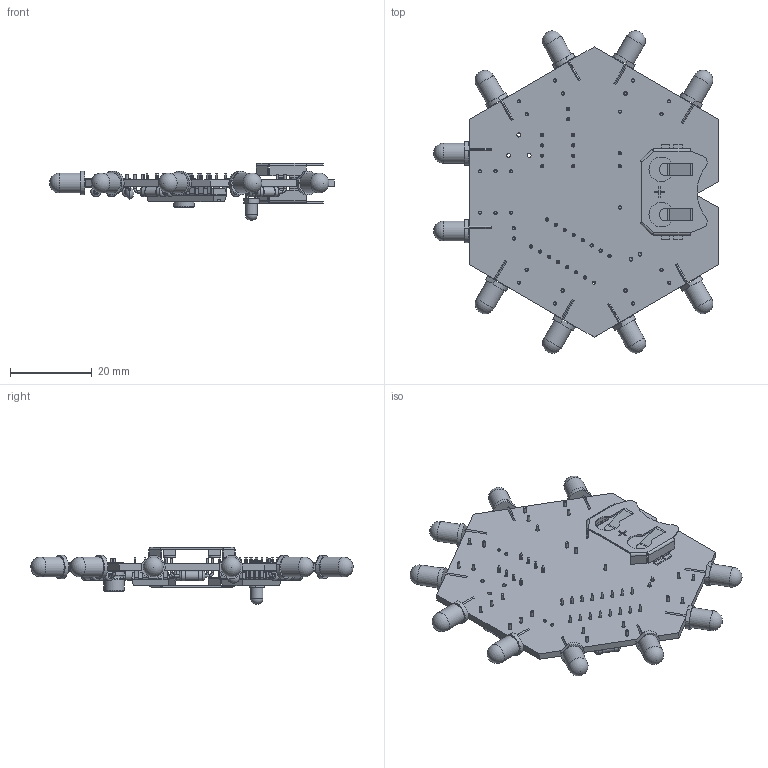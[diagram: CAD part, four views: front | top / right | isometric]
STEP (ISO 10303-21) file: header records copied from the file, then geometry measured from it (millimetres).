
FILE_DESCRIPTION(('KiCad electronic assembly'),'2;1');
FILE_NAME('Toolbox.step','2024-02-11T10:30:27',('Pcbnew'),('Kicad'), 'Open CASCADE STEP processor 7.7','KiCad to STEP converter','Unknown' );
FILE_SCHEMA(('AUTOMOTIVE_DESIGN { 1 0 10303 214 1 1 1 1 }'));
Length unit declared in the file: millimetre
Products named in the file (20): Toolbox 1; LED_D5.0mm; SOLID; BatteryHolder_Keystone_3034_1x20mm; CP_Radial_D5.0mm_P2.50mm; R_Axial_DIN0207_L6.3mm_D2.5mm_P10.16mm_Horizontal; LED_1206_3216Metric; DIP-16_W7.62mm; DIP-8_W7.62mm; LED_D3.0mm; C_Disc_D3.0mm_W2.0mm_P2.50mm; Toolbox PCB
Assembly tree (41 placements, depth 3):
  Toolbox 1
    LED_D5.0mm  x10
      SOLID
    BatteryHolder_Keystone_3034_1x20mm  x2
      SOLID
    CP_Radial_D5.0mm_P2.50mm
      SOLID
    R_Axial_DIN0207_L6.3mm_D2.5mm_P10.16mm_Horizontal  x13
      SOLID
    LED_1206_3216Metric
      SOLID
    DIP-16_W7.62mm
      SOLID
    DIP-8_W7.62mm
      SOLID
    LED_D3.0mm
      SOLID
    C_Disc_D3.0mm_W2.0mm_P2.50mm
      SOLID
    Toolbox PCB
Bounding box: 69.79 x 78.96 x 14 mm (x, y, z)
Volume: 8061.5 mm3; surface area: 12511.2 mm2
Topology: 32 solids, 33 shells, 1338 faces, 3186 edges, 1988 vertices
Faces by surface type: plane 879, cylinder 331, bspline 54, torus 54, sphere 13, revolution 7
Full cylindrical faces by diameter (mm): 0.5 x4, 0.6 x52, 0.8 x54, 0.9 x2, 1 x3, 2.25 x13, 2.5 x26, 3 x1, 4.9 x10
Entity records: 62249 total; most frequent: CARTESIAN_POINT 14517, DIRECTION 8013, LINE 5392, VECTOR 5392, ORIENTED_EDGE 4294, PCURVE 4294, DEFINITIONAL_REPRESENTATION 4294, EDGE_CURVE 2147
